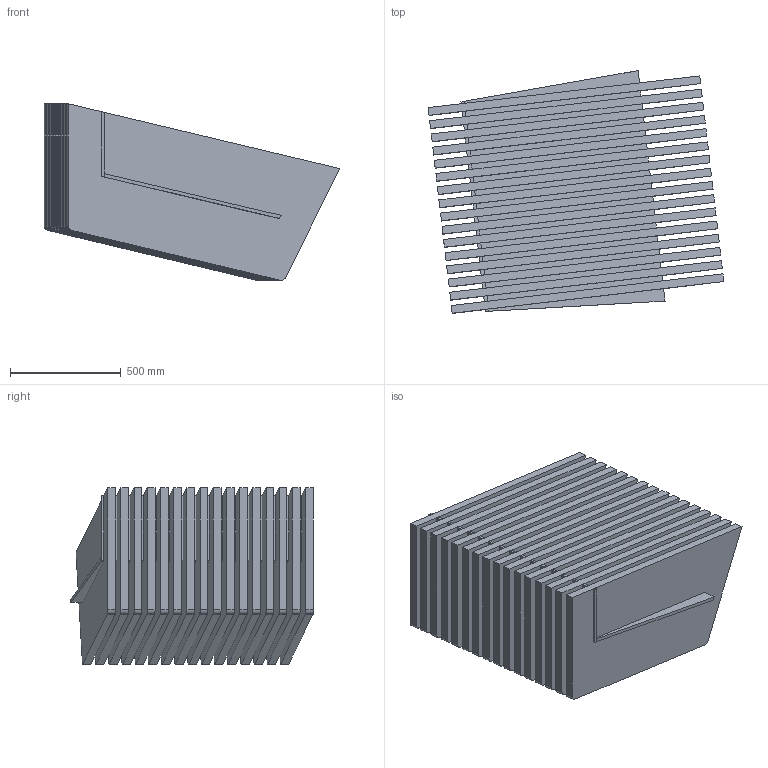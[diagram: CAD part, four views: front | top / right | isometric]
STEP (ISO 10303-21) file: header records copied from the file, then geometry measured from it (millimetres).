
FILE_DESCRIPTION(('FreeCAD Model'),'2;1');
FILE_NAME('detailed_DCLL/step/structural_plate_sample_envelope_2.step', '2018-01-30T14:14:43',('FreeCAD'),('FreeCAD'), 'Open CASCADE STEP processor 7.1','FreeCAD','Unknown');
FILE_SCHEMA(('AUTOMOTIVE_DESIGN_CC2 { 1 2 10303 214 -1 1 5 4 }'));
Length unit declared in the file: millimetre
Products named in the file (52): Open CASCADE STEP translator 7.1 8; Open CASCADE STEP translator 7.1 8.1; Open CASCADE STEP translator 7.1 8.1.1; Open CASCADE STEP translator 7.1 8.1.2; Open CASCADE STEP translator 7.1 8.1.3; Open CASCADE STEP translator 7.1 8.1.4; Open CASCADE STEP translator 7.1 8.1.5; Open CASCADE STEP translator 7.1 8.1.6; Open CASCADE STEP translator 7.1 8.1.7; Open CASCADE STEP translator 7.1 8.1.8; Open CASCADE STEP translator 7.1 8.1.9; Open CASCADE STEP translator 7.1 8.1.10; Open CASCADE STEP translator 7.1 8.1.11; Open CASCADE STEP translator 7.1 8.1.12; Open CASCADE STEP translator 7.1 8.1.13; Open CASCADE STEP translator 7.1 8.1.14; Open CASCADE STEP translator 7.1 8.1.15; Open CASCADE STEP translator 7.1 8.1.16; Open CASCADE STEP translator 7.1 8.1.17; Open CASCADE STEP translator 7.1 8.2; Open CASCADE STEP translator 7.1 8.3; Open CASCADE STEP translator 7.1 8.4; Open CASCADE STEP translator 7.1 8.5; Open CASCADE STEP translator 7.1 8.6; Open CASCADE STEP translator 7.1 8.7; Open CASCADE STEP translator 7.1 8.8; Open CASCADE STEP translator 7.1 8.9; Open CASCADE STEP translator 7.1 8.10; Open CASCADE STEP translator 7.1 8.11; Open CASCADE STEP translator 7.1 8.12; Open CASCADE STEP translator 7.1 8.13; Open CASCADE STEP translator 7.1 8.14; Open CASCADE STEP translator 7.1 8.15; Open CASCADE STEP translator 7.1 8.16; Open CASCADE STEP translator 7.1 8.17; Open CASCADE STEP translator 7.1 8.18; Open CASCADE STEP translator 7.1 8.19; Open CASCADE STEP translator 7.1 8.20; Open CASCADE STEP translator 7.1 8.21; Open CASCADE STEP translator 7.1 8.22 ...
Assembly tree (51 placements, depth 3):
  Open CASCADE STEP translator 7.1 8
    Open CASCADE STEP translator 7.1 8.1
      Open CASCADE STEP translator 7.1 8.1.1
      Open CASCADE STEP translator 7.1 8.1.2
      Open CASCADE STEP translator 7.1 8.1.3
      Open CASCADE STEP translator 7.1 8.1.4
      Open CASCADE STEP translator 7.1 8.1.5
      Open CASCADE STEP translator 7.1 8.1.6
      Open CASCADE STEP translator 7.1 8.1.7
      Open CASCADE STEP translator 7.1 8.1.8
      Open CASCADE STEP translator 7.1 8.1.9
      Open CASCADE STEP translator 7.1 8.1.10
      Open CASCADE STEP translator 7.1 8.1.11
      Open CASCADE STEP translator 7.1 8.1.12
      Open CASCADE STEP translator 7.1 8.1.13
      Open CASCADE STEP translator 7.1 8.1.14
      Open CASCADE STEP translator 7.1 8.1.15
      Open CASCADE STEP translator 7.1 8.1.16
      Open CASCADE STEP translator 7.1 8.1.17
    Open CASCADE STEP translator 7.1 8.2
    Open CASCADE STEP translator 7.1 8.3
    Open CASCADE STEP translator 7.1 8.4
    Open CASCADE STEP translator 7.1 8.5
    Open CASCADE STEP translator 7.1 8.6
    Open CASCADE STEP translator 7.1 8.7
    Open CASCADE STEP translator 7.1 8.8
    Open CASCADE STEP translator 7.1 8.9
    Open CASCADE STEP translator 7.1 8.10
    Open CASCADE STEP translator 7.1 8.11
    Open CASCADE STEP translator 7.1 8.12
    Open CASCADE STEP translator 7.1 8.13
    Open CASCADE STEP translator 7.1 8.14
    Open CASCADE STEP translator 7.1 8.15
    Open CASCADE STEP translator 7.1 8.16
    Open CASCADE STEP translator 7.1 8.17
    Open CASCADE STEP translator 7.1 8.18
    Open CASCADE STEP translator 7.1 8.19
    Open CASCADE STEP translator 7.1 8.20
    Open CASCADE STEP translator 7.1 8.21
    Open CASCADE STEP translator 7.1 8.22
    Open CASCADE STEP translator 7.1 8.23
    Open CASCADE STEP translator 7.1 8.24
    Open CASCADE STEP translator 7.1 8.25
    Open CASCADE STEP translator 7.1 8.26
    Open CASCADE STEP translator 7.1 8.27
    Open CASCADE STEP translator 7.1 8.28
    Open CASCADE STEP translator 7.1 8.29
    Open CASCADE STEP translator 7.1 8.30
    Open CASCADE STEP translator 7.1 8.31
    Open CASCADE STEP translator 7.1 8.32
    Open CASCADE STEP translator 7.1 8.33
    Open CASCADE STEP translator 7.1 8.34
Bounding box: 1335.09 x 1096.34 x 796.71 mm (x, y, z)
Volume: 359494804.1 mm3; surface area: 23579839.6 mm2
Topology: 50 solids, 50 shells, 332 faces, 696 edges, 464 vertices
Faces by surface type: plane 300, cylinder 32
Entity records: 17579 total; most frequent: CARTESIAN_POINT 4247, DIRECTION 1769, ORIENTED_EDGE 1392, PCURVE 1392, DEFINITIONAL_REPRESENTATION 1392, B_SPLINE_CURVE_WITH_KNOTS 1119, LINE 841, VECTOR 841
